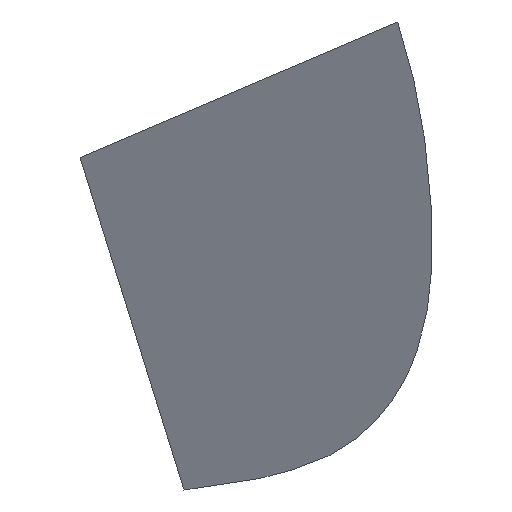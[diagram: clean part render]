
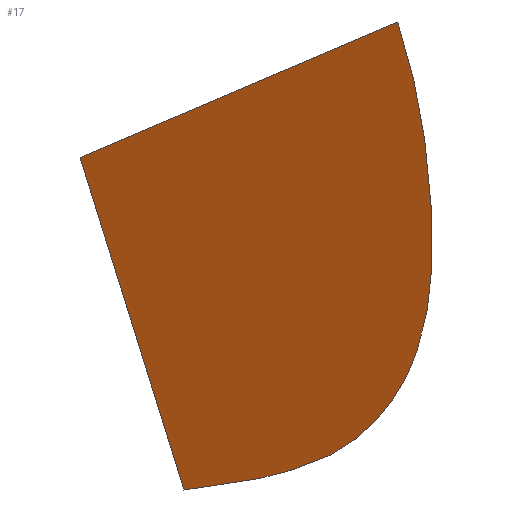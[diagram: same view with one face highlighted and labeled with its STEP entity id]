
A CAD part, left-side view. The second image highlights one B-rep face of the part: STEP entity #17.
In plain terms, the highlighted planar face has unit normal (0.856, -0.517, 0).
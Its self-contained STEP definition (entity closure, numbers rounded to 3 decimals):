
#17 = ADVANCED_FACE('',(#18),#35,.T.);
#18 = FACE_BOUND('',#19,.F.);
#19 = EDGE_LOOP('',(#20,#49,#71,#93,#109));
#20 = ORIENTED_EDGE('',*,*,#21,.T.);
#21 = EDGE_CURVE('',#22,#24,#26,.T.);
#22 = VERTEX_POINT('',#23);
#23 = CARTESIAN_POINT('',(7.806,12.929,-25.805
    ));
#24 = VERTEX_POINT('',#25);
#25 = CARTESIAN_POINT('',(-3.794,-6.284,
    -21.268));
#26 = SURFACE_CURVE('',#27,(#34),.PCURVE_S1.);
#27 = B_SPLINE_CURVE_WITH_KNOTS('',3,(#28,#29,#30,#31,#32,#33),
  .UNSPECIFIED.,.F.,.F.,(4,1,1,4),(0.,0.333,0.667,1.),
  .UNSPECIFIED.);
#28 = CARTESIAN_POINT('',(7.806,12.929,-25.805
    ));
#29 = CARTESIAN_POINT('',(6.259,10.367,-25.507
    ));
#30 = CARTESIAN_POINT('',(3.344,5.539,-24.78));
#31 = CARTESIAN_POINT('',(0.108,0.179,-23.836)
  );
#32 = CARTESIAN_POINT('',(-2.487,-4.119,
    -22.227));
#33 = CARTESIAN_POINT('',(-3.794,-6.284,
    -21.268));
#34 = PCURVE('',#35,#40);
#35 = PLANE('',#36);
#36 = AXIS2_PLACEMENT_3D('',#37,#38,#39);
#37 = CARTESIAN_POINT('',(-9.416,-15.596,
    36.577));
#38 = DIRECTION('',(0.856,-0.517,0.));
#39 = DIRECTION('',(-0.177,-0.294,-0.939));
#40 = DEFINITIONAL_REPRESENTATION('',(#41),#48);
#41 = B_SPLINE_CURVE_WITH_KNOTS('',3,(#42,#43,#44,#45,#46,#47),
  .UNSPECIFIED.,.F.,.F.,(4,1,1,4),(0.,0.333,0.667,1.),
  .UNSPECIFIED.);
#42 = CARTESIAN_POINT('',(47.177,52.689));
#43 = CARTESIAN_POINT('',(47.923,49.775));
#44 = CARTESIAN_POINT('',(49.174,44.228));
#45 = CARTESIAN_POINT('',(50.433,38.022));
#46 = CARTESIAN_POINT('',(50.643,32.755));
#47 = CARTESIAN_POINT('',(50.609,30.05));
#48 = ( GEOMETRIC_REPRESENTATION_CONTEXT(2) 
PARAMETRIC_REPRESENTATION_CONTEXT() REPRESENTATION_CONTEXT('2D SPACE',''
  ) );
#49 = ORIENTED_EDGE('',*,*,#50,.T.);
#50 = EDGE_CURVE('',#24,#51,#53,.T.);
#51 = VERTEX_POINT('',#52);
#52 = CARTESIAN_POINT('',(-10.836,-17.948,-7.319
    ));
#53 = SURFACE_CURVE('',#54,(#61),.PCURVE_S1.);
#54 = B_SPLINE_CURVE_WITH_KNOTS('',3,(#55,#56,#57,#58,#59,#60),
  .UNSPECIFIED.,.F.,.F.,(4,1,1,4),(0.,0.333,0.667,1.),
  .UNSPECIFIED.);
#55 = CARTESIAN_POINT('',(-3.794,-6.284,
    -21.268));
#56 = CARTESIAN_POINT('',(-4.941,-8.184,
    -20.281));
#57 = CARTESIAN_POINT('',(-6.992,-11.582,
    -17.932));
#58 = CARTESIAN_POINT('',(-9.322,-15.44,-13.248
    ));
#59 = CARTESIAN_POINT('',(-10.411,-17.243,-9.417
    ));
#60 = CARTESIAN_POINT('',(-10.836,-17.948,-7.319
    ));
#61 = PCURVE('',#35,#62);
#62 = DEFINITIONAL_REPRESENTATION('',(#63),#70);
#63 = B_SPLINE_CURVE_WITH_KNOTS('',3,(#64,#65,#66,#67,#68,#69),
  .UNSPECIFIED.,.F.,.F.,(4,1,1,4),(0.,0.333,0.667,1.),
  .UNSPECIFIED.);
#64 = CARTESIAN_POINT('',(50.609,30.05));
#65 = CARTESIAN_POINT('',(50.443,27.626));
#66 = CARTESIAN_POINT('',(49.597,23.093));
#67 = CARTESIAN_POINT('',(46.743,17.253));
#68 = CARTESIAN_POINT('',(43.866,13.961));
#69 = CARTESIAN_POINT('',(42.177,12.468));
#70 = ( GEOMETRIC_REPRESENTATION_CONTEXT(2) 
PARAMETRIC_REPRESENTATION_CONTEXT() REPRESENTATION_CONTEXT('2D SPACE',''
  ) );
#71 = ORIENTED_EDGE('',*,*,#72,.T.);
#72 = EDGE_CURVE('',#51,#73,#75,.T.);
#73 = VERTEX_POINT('',#74);
#74 = CARTESIAN_POINT('',(-9.288,-15.385,
    36.164));
#75 = SURFACE_CURVE('',#76,(#83),.PCURVE_S1.);
#76 = B_SPLINE_CURVE_WITH_KNOTS('',3,(#77,#78,#79,#80,#81,#82),
  .UNSPECIFIED.,.F.,.F.,(4,1,1,4),(0.,0.333,0.667,1.),
  .UNSPECIFIED.);
#77 = CARTESIAN_POINT('',(-10.836,-17.948,-7.319
    ));
#78 = CARTESIAN_POINT('',(-11.555,-19.139,
    -3.772));
#79 = CARTESIAN_POINT('',(-12.396,-20.531,4.209)
  );
#80 = CARTESIAN_POINT('',(-11.627,-19.259,21.432
    ));
#81 = CARTESIAN_POINT('',(-10.24,-16.961,31.244
    ));
#82 = CARTESIAN_POINT('',(-9.288,-15.385,
    36.164));
#83 = PCURVE('',#35,#84);
#84 = DEFINITIONAL_REPRESENTATION('',(#85),#92);
#85 = B_SPLINE_CURVE_WITH_KNOTS('',3,(#86,#87,#88,#89,#90,#91),
  .UNSPECIFIED.,.F.,.F.,(4,1,1,4),(0.,0.333,0.667,1.),
  .UNSPECIFIED.);
#86 = CARTESIAN_POINT('',(42.177,12.468));
#87 = CARTESIAN_POINT('',(39.322,9.946));
#88 = CARTESIAN_POINT('',(32.382,5.681));
#89 = CARTESIAN_POINT('',(15.693,1.173));
#90 = CARTESIAN_POINT('',(5.556,0.33));
#91 = CARTESIAN_POINT('',(0.303,0.373));
#92 = ( GEOMETRIC_REPRESENTATION_CONTEXT(2) 
PARAMETRIC_REPRESENTATION_CONTEXT() REPRESENTATION_CONTEXT('2D SPACE',''
  ) );
#93 = ORIENTED_EDGE('',*,*,#94,.T.);
#94 = EDGE_CURVE('',#73,#95,#97,.T.);
#95 = VERTEX_POINT('',#96);
#96 = CARTESIAN_POINT('',(16.112,26.687,18.228
    ));
#97 = SURFACE_CURVE('',#98,(#102),.PCURVE_S1.);
#98 = LINE('',#99,#100);
#99 = CARTESIAN_POINT('',(-9.288,-15.385,
    36.164));
#100 = VECTOR('',#101,1.);
#101 = DIRECTION('',(0.486,0.804,-0.343));
#102 = PCURVE('',#35,#103);
#103 = DEFINITIONAL_REPRESENTATION('',(#104),#108);
#104 = LINE('',#105,#106);
#105 = CARTESIAN_POINT('',(0.303,0.373));
#106 = VECTOR('',#107,1.);
#107 = DIRECTION('',(0.,1.));
#108 = ( GEOMETRIC_REPRESENTATION_CONTEXT(2) 
PARAMETRIC_REPRESENTATION_CONTEXT() REPRESENTATION_CONTEXT('2D SPACE',''
  ) );
#109 = ORIENTED_EDGE('',*,*,#110,.T.);
#110 = EDGE_CURVE('',#95,#22,#111,.T.);
#111 = SURFACE_CURVE('',#112,(#116),.PCURVE_S1.);
#112 = LINE('',#113,#114);
#113 = CARTESIAN_POINT('',(16.112,26.687,
    18.228));
#114 = VECTOR('',#115,1.);
#115 = DIRECTION('',(-0.177,-0.294,-0.939));
#116 = PCURVE('',#35,#117);
#117 = DEFINITIONAL_REPRESENTATION('',(#118),#122);
#118 = LINE('',#119,#120);
#119 = CARTESIAN_POINT('',(0.303,52.689));
#120 = VECTOR('',#121,1.);
#121 = DIRECTION('',(1.,0.));
#122 = ( GEOMETRIC_REPRESENTATION_CONTEXT(2) 
PARAMETRIC_REPRESENTATION_CONTEXT() REPRESENTATION_CONTEXT('2D SPACE',''
  ) );
